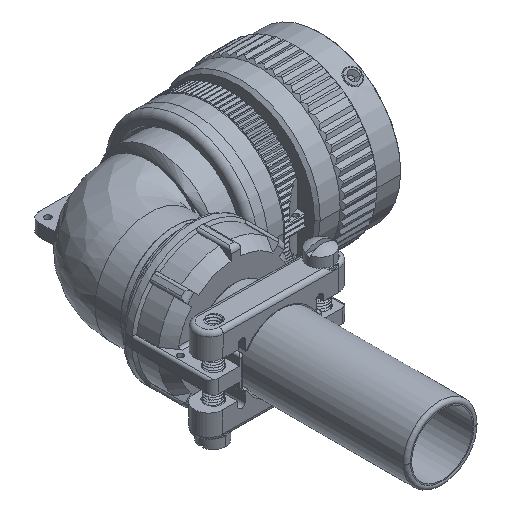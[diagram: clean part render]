
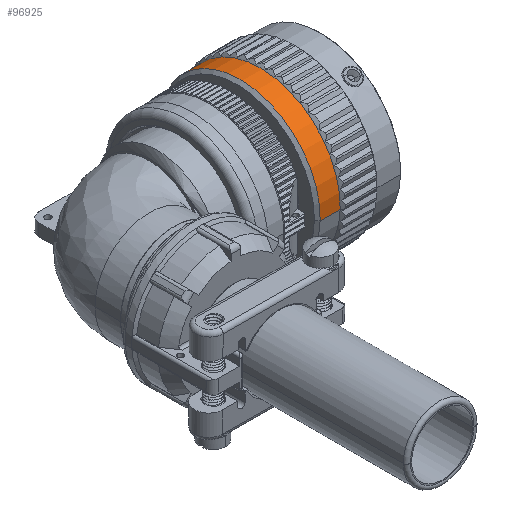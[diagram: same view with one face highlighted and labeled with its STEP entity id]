
A CAD part, isometric view. The second image highlights one B-rep face of the part: STEP entity #96925.
In plain terms, the highlighted cylindrical face has radius 20.815 mm (diameter 41.63 mm), a partial arc.
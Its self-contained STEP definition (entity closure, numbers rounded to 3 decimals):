
#42036=CARTESIAN_POINT('',(35.,0.,0.));
#42037=DIRECTION('',(1.,0.,0.));
#42038=DIRECTION('',(0.,1.,0.028));
#42039=AXIS2_PLACEMENT_3D('',#42036,#42037,#42038);
#42041=CARTESIAN_POINT('',(40.19,0.,0.));
#42042=DIRECTION('',(1.,0.,0.));
#42043=DIRECTION('',(0.,1.,0.028));
#42044=AXIS2_PLACEMENT_3D('',#42041,#42042,#42043);
#42046=DIRECTION('',(-1.,0.,0.));
#42047=VECTOR('',#42046,5.19);
#42048=CARTESIAN_POINT('',(40.19,20.807,0.578));
#42049=LINE('5543',#42048,#42047);
#42050=DIRECTION('',(-1.,0.,0.));
#42051=VECTOR('',#42050,5.19);
#42052=CARTESIAN_POINT('',(40.19,-20.807,-0.578));
#42053=LINE('5545',#42052,#42051);
#52939=CARTESIAN_POINT('',(40.19,20.807,0.578));
#52940=CARTESIAN_POINT('',(35.,20.807,0.578));
#52941=VERTEX_POINT('',#52939);
#52942=VERTEX_POINT('',#52940);
#52945=CARTESIAN_POINT('',(40.19,-20.807,-0.578));
#52946=CARTESIAN_POINT('',(35.,-20.807,-0.578));
#52947=VERTEX_POINT('',#52945);
#52948=VERTEX_POINT('',#52946);
#96911=CARTESIAN_POINT('',(33.149,0.,0.));
#96912=DIRECTION('',(1.,0.,0.));
#96913=DIRECTION('',(0.,-1.,-0.028));
#96914=AXIS2_PLACEMENT_3D('',#96911,#96912,#96913);
#96915=CYLINDRICAL_SURFACE('1070',#96914,20.815);
#96917=ORIENTED_EDGE('5543',*,*,#96916,.F.);
#96919=ORIENTED_EDGE('5547',*,*,#96918,.T.);
#96921=ORIENTED_EDGE('5545',*,*,#96920,.T.);
#96922=ORIENTED_EDGE('5548',*,*,#96897,.F.);
#96923=EDGE_LOOP('1070',(#96917,#96919,#96921,#96922));
#96924=FACE_OUTER_BOUND('1070',#96923,.F.);
#42040=CIRCLE('5548',#42039,20.815);
#42045=CIRCLE('5547',#42044,20.815);
#96897=EDGE_CURVE('5548',#52942,#52948,#42040,.T.);
#96916=EDGE_CURVE('5543',#52941,#52942,#42049,.T.);
#96918=EDGE_CURVE('5547',#52941,#52947,#42045,.T.);
#96920=EDGE_CURVE('5545',#52947,#52948,#42053,.T.);
#96925=ADVANCED_FACE('1070',(#96924),#96915,.T.);
